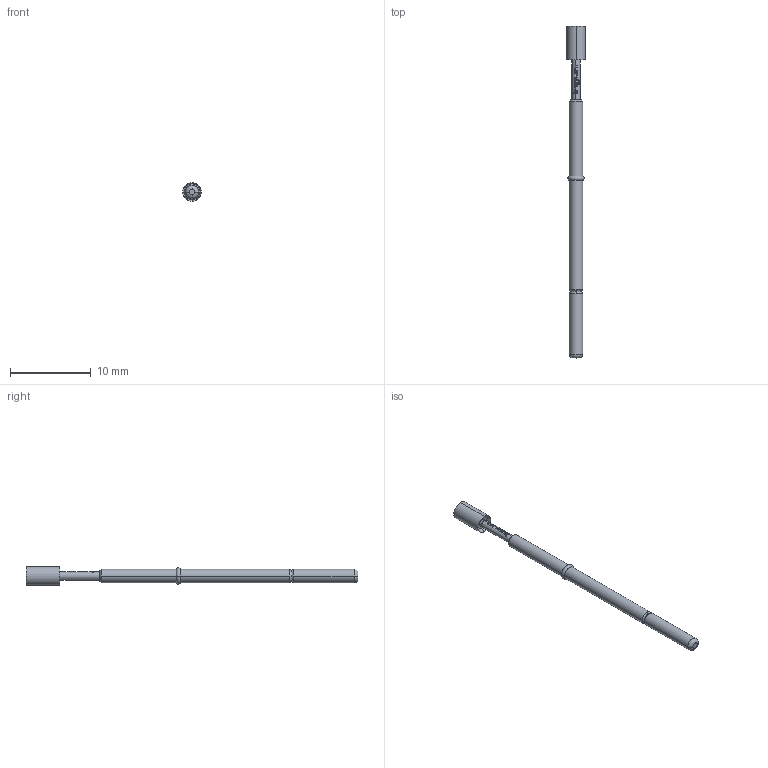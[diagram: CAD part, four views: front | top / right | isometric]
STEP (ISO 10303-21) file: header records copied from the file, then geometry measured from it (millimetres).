
FILE_DESCRIPTION (( 'STEP AP203' ), '1' );
FILE_NAME ('INGUN_GKS-112_006_230_A_xx10.STEP', '2020-08-24T10:20:35', ( '' ), ( '' ), 'SwSTEP 2.0', 'SolidWorks 2018', '' );
FILE_SCHEMA (( 'CONFIG_CONTROL_DESIGN' ));
Length unit declared in the file: millimetre
Products named in the file (1): INGUN_GKS-112_006_230_A_xx10
Bounding box: 2.3 x 41.1 x 2.3 mm (x, y, z)
Volume: 85.5 mm3; surface area: 237.5 mm2
Topology: 1 solids, 1 shells, 185 faces, 458 edges, 281 vertices
Faces by surface type: plane 87, bspline 37, cylinder 35, cone 18, torus 8
Entity records: 6455 total; most frequent: CARTESIAN_POINT 2694, ORIENTED_EDGE 916, DIRECTION 542, EDGE_CURVE 458, VERTEX_POINT 281, B_SPLINE_CURVE_WITH_KNOTS 222, AXIS2_PLACEMENT_3D 213, EDGE_LOOP 191
